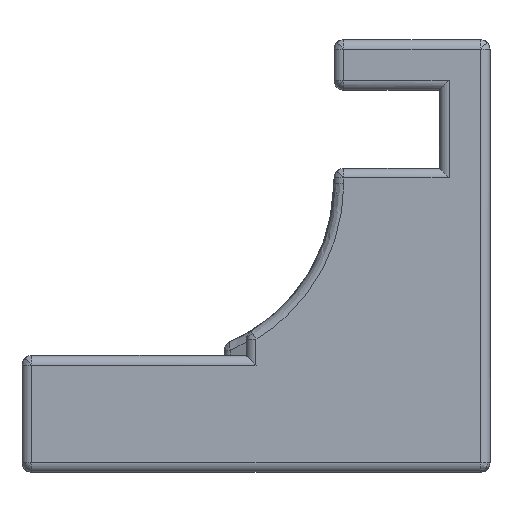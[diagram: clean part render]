
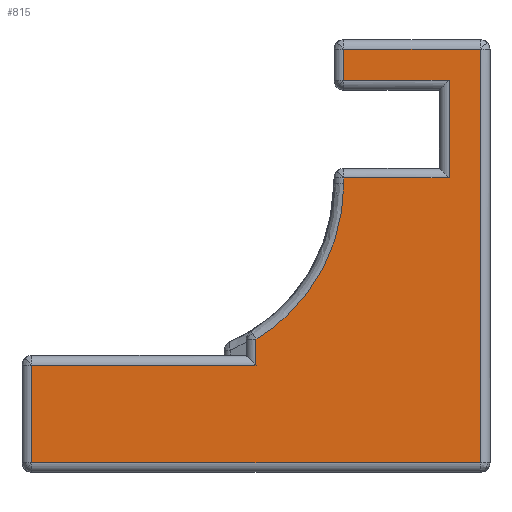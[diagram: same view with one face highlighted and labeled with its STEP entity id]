
A CAD part, front view. The second image highlights one B-rep face of the part: STEP entity #815.
In plain terms, the highlighted planar face has unit normal (0, -1, 0).
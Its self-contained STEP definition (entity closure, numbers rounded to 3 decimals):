
#20 = VECTOR ( 'NONE', #1888, 1000. ) ;
#80 = CARTESIAN_POINT ( 'NONE',  ( 6., 0., 0. ) ) ;
#81 = VERTEX_POINT ( 'NONE', #515 ) ;
#167 = CARTESIAN_POINT ( 'NONE',  ( 8.115, 0., 6.286 ) ) ;
#194 = CARTESIAN_POINT ( 'NONE',  ( 8.25, 0., 10.05 ) ) ;
#199 = VERTEX_POINT ( 'NONE', #3203 ) ;
#231 = LINE ( 'NONE', #2509, #2095 ) ;
#247 = ORIENTED_EDGE ( 'NONE', *, *, #327, .T. ) ;
#294 = VERTEX_POINT ( 'NONE', #2314 ) ;
#308 = DIRECTION ( 'NONE',  ( -1., 0., 0. ) ) ;
#327 = EDGE_CURVE ( 'NONE', #3001, #734, #565, .T. ) ;
#515 = CARTESIAN_POINT ( 'NONE',  ( 0.25, 0., 2.75 ) ) ;
#518 = DIRECTION ( 'NONE',  ( 0., 0., -1. ) ) ;
#520 = LINE ( 'NONE', #1393, #2207 ) ;
#527 = CARTESIAN_POINT ( 'NONE',  ( 6.954, 0., 4.179 ) ) ;
#565 = LINE ( 'NONE', #1734, #1995 ) ;
#612 = AXIS2_PLACEMENT_3D ( 'NONE', #3508, #907, #2594 ) ;
#723 = CARTESIAN_POINT ( 'NONE',  ( 0., 0., 2.75 ) ) ;
#734 = VERTEX_POINT ( 'NONE', #795 ) ;
#795 = CARTESIAN_POINT ( 'NONE',  ( 10.95, 0., 10.05 ) ) ;
#815 = ADVANCED_FACE ( 'NONE', ( #832 ), #2614, .T. ) ;
#832 = FACE_OUTER_BOUND ( 'NONE', #1825, .T. ) ;
#834 = EDGE_CURVE ( 'NONE', #81, #1746, #2076, .T. ) ;
#878 = LINE ( 'NONE', #2044, #1712 ) ;
#898 = DIRECTION ( 'NONE',  ( 0., 0., -1. ) ) ;
#907 = DIRECTION ( 'NONE',  ( 0., -1., 0. ) ) ;
#978 = ORIENTED_EDGE ( 'NONE', *, *, #2377, .T. ) ;
#997 = DIRECTION ( 'NONE',  ( 0., 0., -1. ) ) ;
#1003 = EDGE_CURVE ( 'NONE', #3008, #2807, #520, .T. ) ;
#1043 = LINE ( 'NONE', #723, #20 ) ;
#1104 = DIRECTION ( 'NONE',  ( -1., 0., 0. ) ) ;
#1167 = EDGE_CURVE ( 'NONE', #734, #199, #878, .T. ) ;
#1173 = ORIENTED_EDGE ( 'NONE', *, *, #3382, .T. ) ;
#1295 = ORIENTED_EDGE ( 'NONE', *, *, #1684, .F. ) ;
#1322 = CARTESIAN_POINT ( 'NONE',  ( 7.059, 0., 4.292 ) ) ;
#1393 = CARTESIAN_POINT ( 'NONE',  ( 8.25, 0., 0. ) ) ;
#1403 = CARTESIAN_POINT ( 'NONE',  ( 0., 0., 7.55 ) ) ;
#1407 = VECTOR ( 'NONE', #2943, 1000. ) ;
#1470 = CARTESIAN_POINT ( 'NONE',  ( 8.25, 0., 0. ) ) ;
#1487 = ORIENTED_EDGE ( 'NONE', *, *, #2459, .T. ) ;
#1641 = VERTEX_POINT ( 'NONE', #2143 ) ;
#1660 = CARTESIAN_POINT ( 'NONE',  ( 8.25, 0., 7.55 ) ) ;
#1671 = CARTESIAN_POINT ( 'NONE',  ( 7.849, 0., 5.467 ) ) ;
#1684 = EDGE_CURVE ( 'NONE', #3061, #1641, #3721, .T. ) ;
#1696 = CARTESIAN_POINT ( 'NONE',  ( 7.16, 0., 4.406 ) ) ;
#1712 = VECTOR ( 'NONE', #898, 1000. ) ;
#1734 = CARTESIAN_POINT ( 'NONE',  ( 0., 0., 10.05 ) ) ;
#1746 = VERTEX_POINT ( 'NONE', #3243 ) ;
#1825 = EDGE_LOOP ( 'NONE', ( #978, #2188, #2633, #2964, #1173, #1295, #1879, #2385, #247, #3770, #1487, #2438 ) ) ;
#1849 = CARTESIAN_POINT ( 'NONE',  ( 8.25, 0., 7.4 ) ) ;
#1857 = CARTESIAN_POINT ( 'NONE',  ( 8.25, 0., 10.85 ) ) ;
#1867 = CARTESIAN_POINT ( 'NONE',  ( 8.126, 0., 6.332 ) ) ;
#1879 = ORIENTED_EDGE ( 'NONE', *, *, #3140, .T. ) ;
#1888 = DIRECTION ( 'NONE',  ( -1., 0., 0. ) ) ;
#1898 = B_SPLINE_CURVE_WITH_KNOTS ( 'NONE', 3,
 ( #1849, #3029, #2448, #2154, #3329, #1867, #167, #2272, #1671, #3714, #2503, #1696, #1322, #3692, #527, #3451, #3142, #2256 ),
 .UNSPECIFIED., .F., .F.,
 ( 4, 1, 1, 2, 2, 2, 1, 1, 2, 2, 4 ),
 ( 0., 0.125, 0.188, 0.219, 0.25, 0.5, 0.625, 0.688, 0.719, 0.75, 1. ),
 .UNSPECIFIED. ) ;
#1995 = VECTOR ( 'NONE', #2956, 1000. ) ;
#2044 = CARTESIAN_POINT ( 'NONE',  ( 10.95, 0., 0. ) ) ;
#2049 = CARTESIAN_POINT ( 'NONE',  ( 0., 0., 10.85 ) ) ;
#2076 = LINE ( 'NONE', #2931, #3248 ) ;
#2095 = VECTOR ( 'NONE', #3399, 1000. ) ;
#2133 = LINE ( 'NONE', #80, #3036 ) ;
#2143 = CARTESIAN_POINT ( 'NONE',  ( 11.75, 0., 0.25 ) ) ;
#2154 = CARTESIAN_POINT ( 'NONE',  ( 8.178, 0., 6.572 ) ) ;
#2188 = ORIENTED_EDGE ( 'NONE', *, *, #2693, .T. ) ;
#2207 = VECTOR ( 'NONE', #2319, 1000. ) ;
#2256 = CARTESIAN_POINT ( 'NONE',  ( 6., 0., 3.417 ) ) ;
#2272 = CARTESIAN_POINT ( 'NONE',  ( 8., 0., 5.843 ) ) ;
#2314 = CARTESIAN_POINT ( 'NONE',  ( 6., 0., 2.75 ) ) ;
#2319 = DIRECTION ( 'NONE',  ( 0., 0., -1. ) ) ;
#2337 = LINE ( 'NONE', #2049, #3327 ) ;
#2339 = LINE ( 'NONE', #1470, #1407 ) ;
#2377 = EDGE_CURVE ( 'NONE', #2807, #3718, #1898, .T. ) ;
#2385 = ORIENTED_EDGE ( 'NONE', *, *, #3245, .T. ) ;
#2438 = ORIENTED_EDGE ( 'NONE', *, *, #1003, .T. ) ;
#2448 = CARTESIAN_POINT ( 'NONE',  ( 8.232, 0., 6.91 ) ) ;
#2459 = EDGE_CURVE ( 'NONE', #199, #3008, #2558, .T. ) ;
#2503 = CARTESIAN_POINT ( 'NONE',  ( 7.382, 0., 4.681 ) ) ;
#2509 = CARTESIAN_POINT ( 'NONE',  ( 0., 0., 0.25 ) ) ;
#2558 = LINE ( 'NONE', #1403, #3704 ) ;
#2575 = CARTESIAN_POINT ( 'NONE',  ( 8.25, 0., 7.4 ) ) ;
#2594 = DIRECTION ( 'NONE',  ( 0., 0., -1. ) ) ;
#2614 = PLANE ( 'NONE',  #612 ) ;
#2633 = ORIENTED_EDGE ( 'NONE', *, *, #3561, .T. ) ;
#2693 = EDGE_CURVE ( 'NONE', #3718, #294, #2133, .T. ) ;
#2807 = VERTEX_POINT ( 'NONE', #2575 ) ;
#2885 = VERTEX_POINT ( 'NONE', #1857 ) ;
#2931 = CARTESIAN_POINT ( 'NONE',  ( 0.25, 0., 0. ) ) ;
#2943 = DIRECTION ( 'NONE',  ( 0., 0., -1. ) ) ;
#2956 = DIRECTION ( 'NONE',  ( 1., 0., 0. ) ) ;
#2964 = ORIENTED_EDGE ( 'NONE', *, *, #834, .T. ) ;
#2999 = CARTESIAN_POINT ( 'NONE',  ( 11.75, 0., 10.85 ) ) ;
#3001 = VERTEX_POINT ( 'NONE', #194 ) ;
#3008 = VERTEX_POINT ( 'NONE', #1660 ) ;
#3029 = CARTESIAN_POINT ( 'NONE',  ( 8.25, 0., 7.203 ) ) ;
#3036 = VECTOR ( 'NONE', #997, 1000. ) ;
#3061 = VERTEX_POINT ( 'NONE', #2999 ) ;
#3107 = VECTOR ( 'NONE', #518, 1000. ) ;
#3140 = EDGE_CURVE ( 'NONE', #3061, #2885, #2337, .T. ) ;
#3142 = CARTESIAN_POINT ( 'NONE',  ( 6.338, 0., 3.621 ) ) ;
#3143 = CARTESIAN_POINT ( 'NONE',  ( 6., 0., 3.417 ) ) ;
#3203 = CARTESIAN_POINT ( 'NONE',  ( 10.95, 0., 7.55 ) ) ;
#3243 = CARTESIAN_POINT ( 'NONE',  ( 0.25, 0., 0.25 ) ) ;
#3245 = EDGE_CURVE ( 'NONE', #2885, #3001, #2339, .T. ) ;
#3248 = VECTOR ( 'NONE', #3485, 1000. ) ;
#3327 = VECTOR ( 'NONE', #308, 1000. ) ;
#3329 = CARTESIAN_POINT ( 'NONE',  ( 8.148, 0., 6.428 ) ) ;
#3382 = EDGE_CURVE ( 'NONE', #1746, #1641, #231, .T. ) ;
#3399 = DIRECTION ( 'NONE',  ( 1., 0., 0. ) ) ;
#3451 = CARTESIAN_POINT ( 'NONE',  ( 6.644, 0., 3.863 ) ) ;
#3485 = DIRECTION ( 'NONE',  ( 0., 0., -1. ) ) ;
#3508 = CARTESIAN_POINT ( 'NONE',  ( 0., 0., 0. ) ) ;
#3561 = EDGE_CURVE ( 'NONE', #294, #81, #1043, .T. ) ;
#3692 = CARTESIAN_POINT ( 'NONE',  ( 6.991, 0., 4.217 ) ) ;
#3704 = VECTOR ( 'NONE', #1104, 1000. ) ;
#3714 = CARTESIAN_POINT ( 'NONE',  ( 7.548, 0., 4.936 ) ) ;
#3718 = VERTEX_POINT ( 'NONE', #3143 ) ;
#3721 = LINE ( 'NONE', #3741, #3107 ) ;
#3741 = CARTESIAN_POINT ( 'NONE',  ( 11.75, 0., -14.47 ) ) ;
#3770 = ORIENTED_EDGE ( 'NONE', *, *, #1167, .T. ) ;
